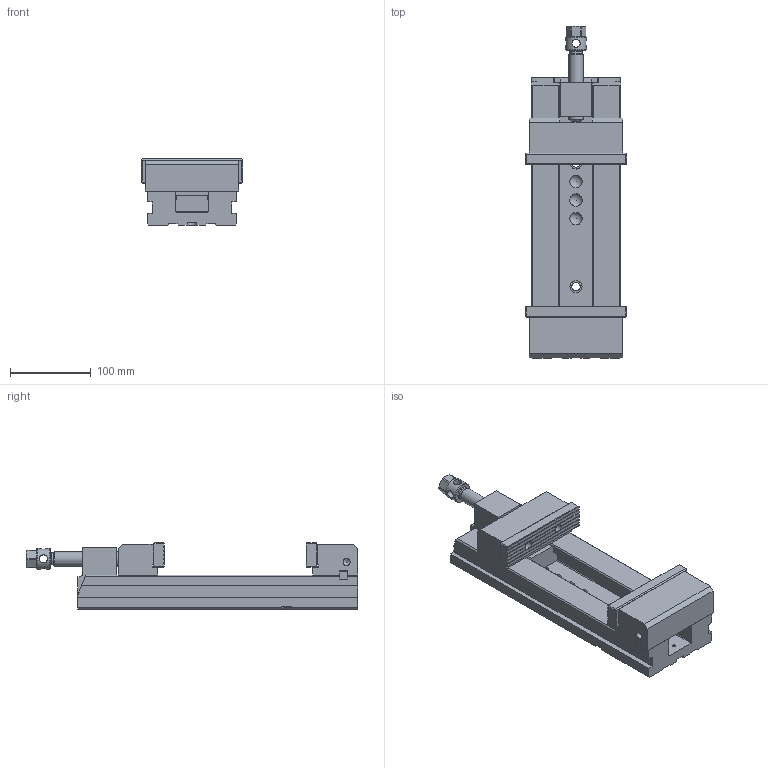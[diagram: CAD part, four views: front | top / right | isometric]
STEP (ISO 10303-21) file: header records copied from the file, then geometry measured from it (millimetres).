
FILE_DESCRIPTION(/* description */ (''),/* implementation_level */ '2;1');
FILE_NAME(/* name */ '29_125L_Mordaza.stp',/* time_stamp */ '2013-07-09T09:19:50+02:00',/* author */ (''),/* organization */ (''),/* preprocessor_version */ 'ST-DEVELOPER v11',/* originating_system */ 'SIEMENS PLM Software NX 7.5',/* authorisation */ '');
FILE_SCHEMA (('AUTOMOTIVE_DESIGN { 1 0 10303 214 1 1 1 1 }'));
Length unit declared in the file: millimetre
Products named in the file (1): 29_125L_Mordaza
Bounding box: 125 x 409.9 x 81.6 mm (x, y, z)
Volume: 1712197.7 mm3; surface area: 280598.5 mm2
Topology: 11 solids, 11 shells, 425 faces, 1167 edges, 767 vertices
Faces by surface type: plane 305, cylinder 75, cone 28, sphere 9, torus 7, bspline 1
Full cylindrical faces by diameter (mm): 4.2 x1, 4.351 x4, 5.188 x4, 6.4 x4, 8.782 x4, 10 x4, 10.5 x3, 11 x6, 12.376 x2, 14 x2, 14.5 x1, 15 x5, 16.188 x1, 17 x2, 17.732 x1, 18 x1, 22 x2, 26 x1
Entity records: 15904 total; most frequent: CARTESIAN_POINT 2497, DIRECTION 2122, ORIENTED_EDGE 2038, EDGE_CURVE 1019, VERTEX_POINT 720, LINE 708, VECTOR 708, AXIS2_PLACEMENT_3D 707
